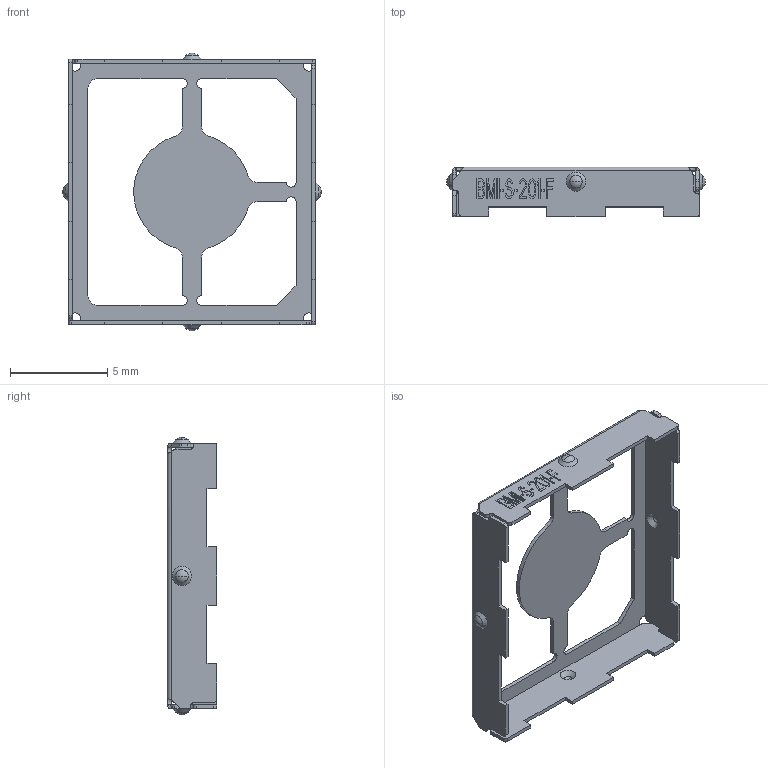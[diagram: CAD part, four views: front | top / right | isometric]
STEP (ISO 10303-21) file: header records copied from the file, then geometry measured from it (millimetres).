
FILE_DESCRIPTION( ( '' ), ' ' );
FILE_NAME( '582544ca961f70108c561c55.step', '2016-11-11T04:10:50', ( '' ), ( '' ), ' ', ' ', ' ' );
FILE_SCHEMA( ( 'AUTOMOTIVE_DESIGN { 1 0 10303 214 1 1 1 1 }' ) );
Length unit declared in the file: metre
Products named in the file (1): Laird-$PARTNUMBER_Laird-BMI-S-201-F  and  BMI-S-201-C_BMI-S-201-F
Bounding box: 13.31 x 2.54 x 14.27 mm (x, y, z)
Volume: 38.1 mm3; surface area: 415.5 mm2
Topology: 1 solids, 1 shells, 498 faces, 1370 edges, 904 vertices
Faces by surface type: plane 399, cylinder 58, bspline 17, sphere 16, cone 8
Entity records: 19941 total; most frequent: CARTESIAN_POINT 3261, ORIENTED_EDGE 2716, DIRECTION 2443, EDGE_CURVE 1358, LINE 1199, VECTOR 1199, VERTEX_POINT 900, AXIS2_PLACEMENT_3D 622
